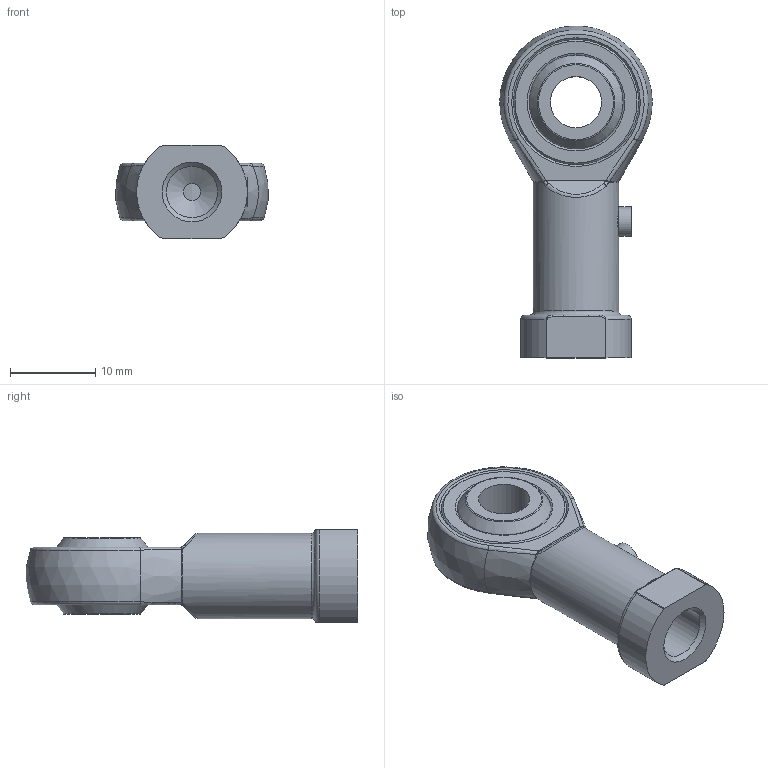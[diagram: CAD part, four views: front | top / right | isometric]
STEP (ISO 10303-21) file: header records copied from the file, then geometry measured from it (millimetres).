
FILE_DESCRIPTION (( 'STEP AP214' ), '1' );
FILE_NAME ('73.01.07.0002L.step', '2021-04-02T18:56:00', ( '' ), ( '' ), 'SwSTEP 2.0', 'SolidWorks 2021', '' );
FILE_SCHEMA (( 'AUTOMOTIVE_DESIGN' ));
Length unit declared in the file: millimetre
Products named in the file (1): 73.01.07.0002L
Bounding box: 17.87 x 38.94 x 11 mm (x, y, z)
Volume: 3089.2 mm3; surface area: 3276.2 mm2
Topology: 4 solids, 4 shells, 91 faces, 209 edges, 123 vertices
Faces by surface type: bspline 28, cylinder 22, plane 19, torus 11, cone 8, sphere 3
Full cylindrical faces by diameter (mm): 2 x1, 2.5 x3, 3.5 x1, 6 x2, 10 x1, 14.7 x2
Entity records: 3131 total; most frequent: CARTESIAN_POINT 1370, ORIENTED_EDGE 338, DIRECTION 322, EDGE_CURVE 169, AXIS2_PLACEMENT_3D 149, EDGE_LOOP 126, VERTEX_POINT 111, FACE_OUTER_BOUND 104
